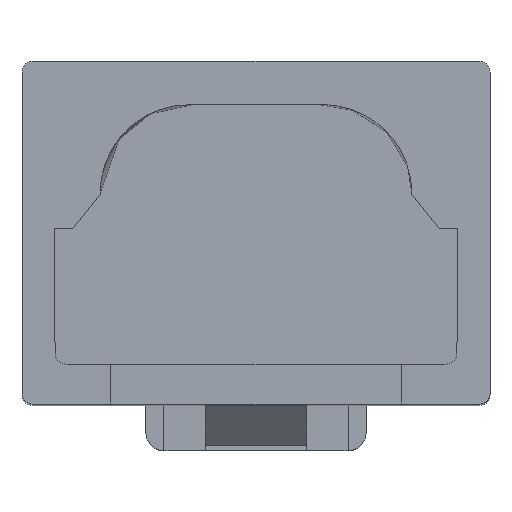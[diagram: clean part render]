
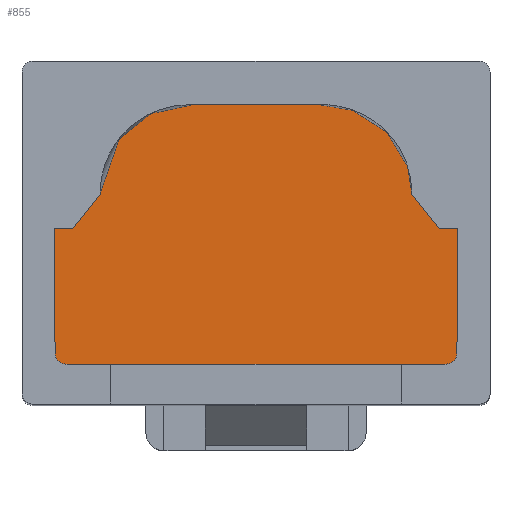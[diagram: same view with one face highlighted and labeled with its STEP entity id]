
A CAD part, top view. The second image highlights one B-rep face of the part: STEP entity #855.
In plain terms, the highlighted planar face has unit normal (0, 0, 1).
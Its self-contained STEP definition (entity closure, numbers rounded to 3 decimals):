
#715=AXIS2_PLACEMENT_3D('Plane Axis2P3D',#712,#713,#714) ;
#801=AXIS2_PLACEMENT_3D('Circle Axis2P3D',#799,#800,$) ;
#815=AXIS2_PLACEMENT_3D('Circle Axis2P3D',#813,#814,$) ;
#712=CARTESIAN_POINT('Axis2P3D Location',(6.45,1.27,33.846)) ;
#717=CARTESIAN_POINT('Line Origine',(10.749,7.021,33.846)) ;
#721=CARTESIAN_POINT('Vertex',(10.749,7.009,33.846)) ;
#723=CARTESIAN_POINT('Vertex',(10.748,7.034,33.846)) ;
#727=CARTESIAN_POINT('Control Point',(10.748,7.034,33.846)) ;
#728=CARTESIAN_POINT('Control Point',(10.746,7.191,33.846)) ;
#729=CARTESIAN_POINT('Control Point',(10.732,7.343,33.846)) ;
#730=CARTESIAN_POINT('Control Point',(10.707,7.492,33.846)) ;
#731=CARTESIAN_POINT('Control Point',(10.617,7.866,33.846)) ;
#732=CARTESIAN_POINT('Control Point',(10.464,8.2,33.846)) ;
#733=CARTESIAN_POINT('Control Point',(10.348,8.392,33.846)) ;
#734=CARTESIAN_POINT('Control Point',(10.075,8.745,33.846)) ;
#735=CARTESIAN_POINT('Control Point',(9.731,9.026,33.846)) ;
#736=CARTESIAN_POINT('Control Point',(9.541,9.147,33.846)) ;
#737=CARTESIAN_POINT('Control Point',(9.186,9.322,33.846)) ;
#738=CARTESIAN_POINT('Control Point',(8.786,9.427,33.846)) ;
#739=CARTESIAN_POINT('Control Point',(8.608,9.459,33.846)) ;
#740=CARTESIAN_POINT('Control Point',(8.425,9.475,33.846)) ;
#741=CARTESIAN_POINT('Control Point',(8.236,9.475,33.846)) ;
#742=CARTESIAN_POINT('Vertex',(8.236,9.475,33.846)) ;
#745=CARTESIAN_POINT('Line Origine',(6.45,9.475,33.846)) ;
#749=CARTESIAN_POINT('Vertex',(4.664,9.475,33.846)) ;
#753=CARTESIAN_POINT('Control Point',(4.664,9.475,33.846)) ;
#754=CARTESIAN_POINT('Control Point',(4.42,9.475,33.846)) ;
#755=CARTESIAN_POINT('Control Point',(4.186,9.449,33.846)) ;
#756=CARTESIAN_POINT('Control Point',(3.957,9.395,33.846)) ;
#757=CARTESIAN_POINT('Control Point',(3.524,9.246,33.846)) ;
#758=CARTESIAN_POINT('Control Point',(3.15,9.013,33.846)) ;
#759=CARTESIAN_POINT('Control Point',(2.972,8.871,33.846)) ;
#760=CARTESIAN_POINT('Control Point',(2.661,8.56,33.846)) ;
#761=CARTESIAN_POINT('Control Point',(2.426,8.18,33.846)) ;
#762=CARTESIAN_POINT('Control Point',(2.33,7.978,33.846)) ;
#763=CARTESIAN_POINT('Control Point',(2.226,7.673,33.846)) ;
#764=CARTESIAN_POINT('Control Point',(2.171,7.341,33.846)) ;
#765=CARTESIAN_POINT('Control Point',(2.16,7.24,33.846)) ;
#766=CARTESIAN_POINT('Control Point',(2.153,7.138,33.846)) ;
#767=CARTESIAN_POINT('Control Point',(2.152,7.034,33.846)) ;
#768=CARTESIAN_POINT('Vertex',(2.152,7.034,33.846)) ;
#771=CARTESIAN_POINT('Line Origine',(2.151,7.021,33.846)) ;
#775=CARTESIAN_POINT('Vertex',(2.151,7.009,33.846)) ;
#778=CARTESIAN_POINT('Line Origine',(1.776,6.539,33.846)) ;
#782=CARTESIAN_POINT('Vertex',(1.4,6.07,33.846)) ;
#785=CARTESIAN_POINT('Line Origine',(1.141,6.07,33.846)) ;
#789=CARTESIAN_POINT('Vertex',(0.882,6.07,33.846)) ;
#792=CARTESIAN_POINT('Line Origine',(0.897,4.344,33.846)) ;
#796=CARTESIAN_POINT('Vertex',(0.912,2.617,33.846)) ;
#799=CARTESIAN_POINT('Axis2P3D Location',(1.212,2.62,33.846)) ;
#803=CARTESIAN_POINT('Vertex',(1.212,2.32,33.846)) ;
#806=CARTESIAN_POINT('Line Origine',(6.45,2.32,33.846)) ;
#810=CARTESIAN_POINT('Vertex',(11.688,2.32,33.846)) ;
#813=CARTESIAN_POINT('Axis2P3D Location',(11.687,2.62,33.846)) ;
#817=CARTESIAN_POINT('Vertex',(11.988,2.617,33.846)) ;
#820=CARTESIAN_POINT('Line Origine',(12.003,4.344,33.846)) ;
#824=CARTESIAN_POINT('Vertex',(12.018,6.07,33.846)) ;
#827=CARTESIAN_POINT('Line Origine',(11.759,6.07,33.846)) ;
#831=CARTESIAN_POINT('Vertex',(11.5,6.07,33.846)) ;
#834=CARTESIAN_POINT('Line Origine',(11.124,6.539,33.846)) ;
#713=DIRECTION('Axis2P3D Direction',(0.,0.,1.)) ;
#714=DIRECTION('Axis2P3D XDirection',(-1.,0.,0.)) ;
#718=DIRECTION('Vector Direction',(0.015,-1.,0.)) ;
#746=DIRECTION('Vector Direction',(-1.,0.,0.)) ;
#772=DIRECTION('Vector Direction',(0.015,1.,0.)) ;
#779=DIRECTION('Vector Direction',(0.625,0.781,0.)) ;
#786=DIRECTION('Vector Direction',(-1.,0.,0.)) ;
#793=DIRECTION('Vector Direction',(0.009,-1.,0.)) ;
#800=DIRECTION('Axis2P3D Direction',(0.,0.,1.)) ;
#807=DIRECTION('Vector Direction',(-1.,0.,0.)) ;
#814=DIRECTION('Axis2P3D Direction',(0.,0.,1.)) ;
#821=DIRECTION('Vector Direction',(-0.009,-1.,0.)) ;
#828=DIRECTION('Vector Direction',(-1.,0.,0.)) ;
#835=DIRECTION('Vector Direction',(0.625,-0.781,0.)) ;
#719=VECTOR('Line Direction',#718,1.) ;
#747=VECTOR('Line Direction',#746,1.) ;
#773=VECTOR('Line Direction',#772,1.) ;
#780=VECTOR('Line Direction',#779,1.) ;
#787=VECTOR('Line Direction',#786,1.) ;
#794=VECTOR('Line Direction',#793,1.) ;
#808=VECTOR('Line Direction',#807,1.) ;
#822=VECTOR('Line Direction',#821,1.) ;
#829=VECTOR('Line Direction',#828,1.) ;
#836=VECTOR('Line Direction',#835,1.) ;
#840=ORIENTED_EDGE('',*,*,#725,.T.) ;
#841=ORIENTED_EDGE('',*,*,#744,.T.) ;
#842=ORIENTED_EDGE('',*,*,#751,.T.) ;
#843=ORIENTED_EDGE('',*,*,#770,.T.) ;
#844=ORIENTED_EDGE('',*,*,#777,.T.) ;
#845=ORIENTED_EDGE('',*,*,#784,.T.) ;
#846=ORIENTED_EDGE('',*,*,#791,.T.) ;
#847=ORIENTED_EDGE('',*,*,#798,.T.) ;
#848=ORIENTED_EDGE('',*,*,#805,.T.) ;
#849=ORIENTED_EDGE('',*,*,#812,.T.) ;
#850=ORIENTED_EDGE('',*,*,#819,.T.) ;
#851=ORIENTED_EDGE('',*,*,#826,.T.) ;
#852=ORIENTED_EDGE('',*,*,#833,.T.) ;
#853=ORIENTED_EDGE('',*,*,#838,.T.) ;
#855=ADVANCED_FACE('Hauptk\X2\00F6\X0\rper',(#854),#716,.T.) ;
#726=B_SPLINE_CURVE_WITH_KNOTS('',5,(#727,#728,#729,#730,#731,#732,#733,#734,#735,#736,#737,#738,#739,#740,#741),.UNSPECIFIED.,.F.,.U.,(6,3,3,3,6),(0.,1.002,2.643,4.311,5.515),.UNSPECIFIED.) ;
#752=B_SPLINE_CURVE_WITH_KNOTS('',5,(#753,#754,#755,#756,#757,#758,#759,#760,#761,#762,#763,#764,#765,#766,#767),.UNSPECIFIED.,.F.,.U.,(6,3,3,3,6),(0.,1.555,3.238,4.84,5.504),.UNSPECIFIED.) ;
#802=CIRCLE('generated circle',#801,0.3) ;
#816=CIRCLE('generated circle',#815,0.3) ;
#725=EDGE_CURVE('',#722,#724,#720,.F.) ;
#744=EDGE_CURVE('',#724,#743,#726,.T.) ;
#751=EDGE_CURVE('',#743,#750,#748,.T.) ;
#770=EDGE_CURVE('',#750,#769,#752,.T.) ;
#777=EDGE_CURVE('',#769,#776,#774,.F.) ;
#784=EDGE_CURVE('',#776,#783,#781,.F.) ;
#791=EDGE_CURVE('',#783,#790,#788,.T.) ;
#798=EDGE_CURVE('',#790,#797,#795,.T.) ;
#805=EDGE_CURVE('',#797,#804,#802,.T.) ;
#812=EDGE_CURVE('',#804,#811,#809,.F.) ;
#819=EDGE_CURVE('',#811,#818,#816,.T.) ;
#826=EDGE_CURVE('',#818,#825,#823,.F.) ;
#833=EDGE_CURVE('',#825,#832,#830,.T.) ;
#838=EDGE_CURVE('',#832,#722,#837,.F.) ;
#839=EDGE_LOOP('',(#840,#841,#842,#843,#844,#845,#846,#847,#848,#849,#850,#851,#852,#853)) ;
#854=FACE_OUTER_BOUND('',#839,.T.) ;
#720=LINE('Line',#717,#719) ;
#748=LINE('Line',#745,#747) ;
#774=LINE('Line',#771,#773) ;
#781=LINE('Line',#778,#780) ;
#788=LINE('Line',#785,#787) ;
#795=LINE('Line',#792,#794) ;
#809=LINE('Line',#806,#808) ;
#823=LINE('Line',#820,#822) ;
#830=LINE('Line',#827,#829) ;
#837=LINE('Line',#834,#836) ;
#716=PLANE('',#715) ;
#722=VERTEX_POINT('',#721) ;
#724=VERTEX_POINT('',#723) ;
#743=VERTEX_POINT('',#742) ;
#750=VERTEX_POINT('',#749) ;
#769=VERTEX_POINT('',#768) ;
#776=VERTEX_POINT('',#775) ;
#783=VERTEX_POINT('',#782) ;
#790=VERTEX_POINT('',#789) ;
#797=VERTEX_POINT('',#796) ;
#804=VERTEX_POINT('',#803) ;
#811=VERTEX_POINT('',#810) ;
#818=VERTEX_POINT('',#817) ;
#825=VERTEX_POINT('',#824) ;
#832=VERTEX_POINT('',#831) ;
